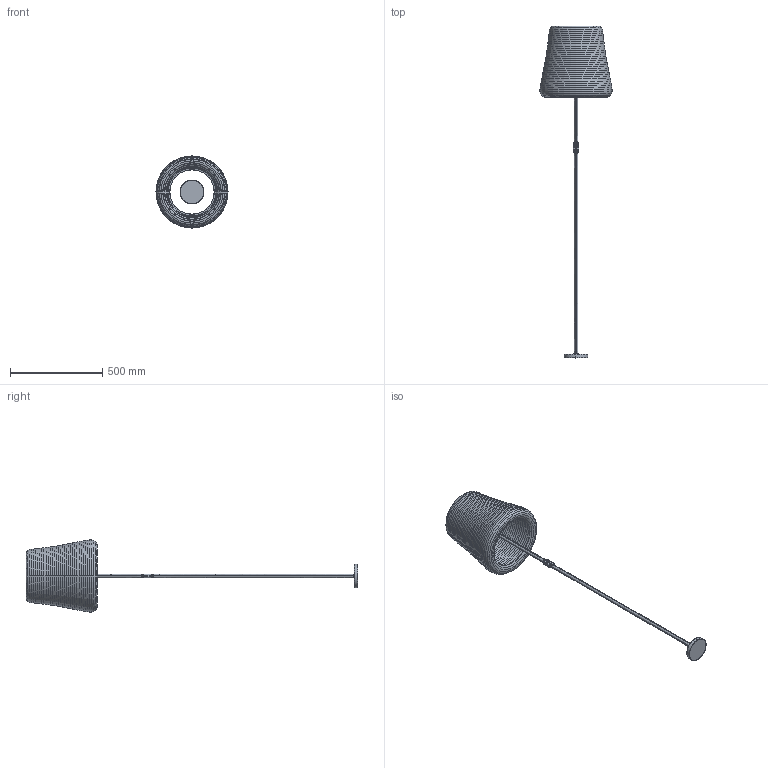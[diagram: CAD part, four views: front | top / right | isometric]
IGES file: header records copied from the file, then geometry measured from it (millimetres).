
Start section: SolidWorks IGES file using analytic representation for surfaces
Global section: file name: GRANNY LAMPADA DA TERRA.IGS; native system: SolidWorks 2016; preprocessor: SolidWorks 2016; author: serena.trevisiol; date: 170512.161909; units: centimetre
Bounding box: 390.71 x 1800 x 390.71 mm (x, y, z)
Surface area: 1079582.3 mm2 (no closed solid volume)
Topology: 0 solids, 0 shells, 270 faces, 2123 edges, 2109 vertices
Faces by surface type: revolution 187, bspline 83
